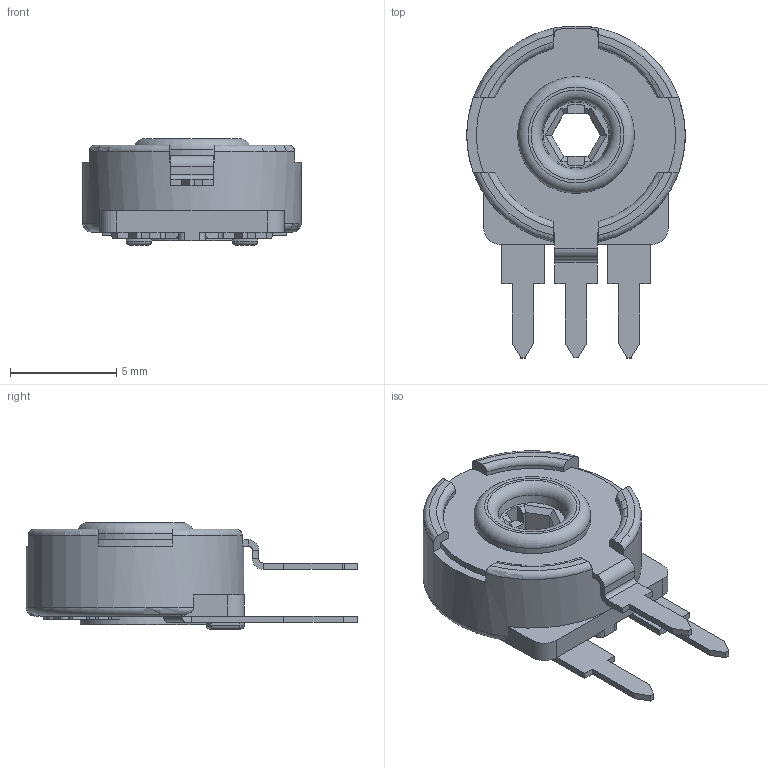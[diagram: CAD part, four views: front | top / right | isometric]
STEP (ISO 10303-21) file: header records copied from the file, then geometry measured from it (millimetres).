
FILE_DESCRIPTION (( 'STEP AP203' ), '1' );
FILE_NAME ('PT10MH01.STEP', '2018-08-28T05:30:35', ( '' ), ( '' ), 'SwSTEP 2.0', 'SolidWorks 2016', '' );
FILE_SCHEMA (( 'CONFIG_CONTROL_DESIGN' ));
Length unit declared in the file: millimetre
Products named in the file (6): PT10MH01; PT10MH01-CARCASA; PT10MH01-TERMINAL DERECHO; PT10MH01-TERMINAL IZQUIERDO; PT10MH01-COLECTOR; PT10MH01-PORTACURSOR_Predeterminada
Assembly tree (5 placements, depth 2):
  PT10MH01
    PT10MH01-CARCASA
    PT10MH01-TERMINAL DERECHO
    PT10MH01-TERMINAL IZQUIERDO
    PT10MH01-COLECTOR
    PT10MH01-PORTACURSOR_Predeterminada
Bounding box: 10.3 x 15.64 x 5.02 mm (x, y, z)
Volume: 183.8 mm3; surface area: 804.4 mm2
Topology: 5 solids, 5 shells, 345 faces, 917 edges, 600 vertices
Faces by surface type: plane 225, cylinder 66, bspline 36, torus 17, cone 1
Full cylindrical faces by diameter (mm): 2.4 x1, 3 x1, 3.15 x1, 4.4 x1, 4.6 x1, 5.2 x1, 5.4 x1, 5.5 x1, 9 x1, 10.3 x1
Entity records: 13047 total; most frequent: CARTESIAN_POINT 4053, ORIENTED_EDGE 1798, DIRECTION 1585, EDGE_CURVE 899, VECTOR 635, LINE 635, VERTEX_POINT 597, AXIS2_PLACEMENT_3D 475
